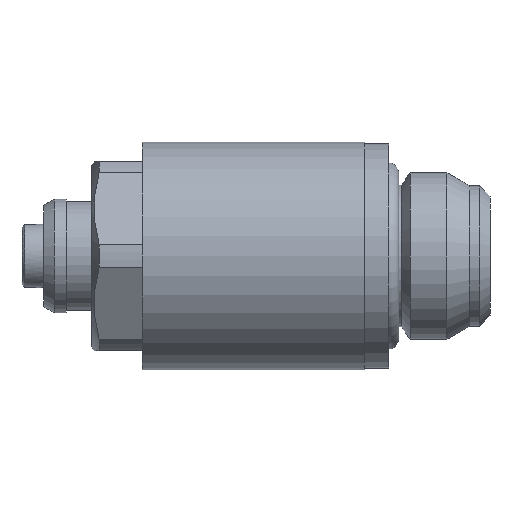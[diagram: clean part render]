
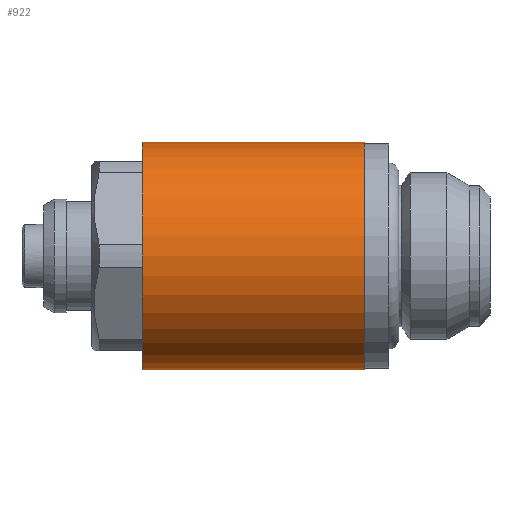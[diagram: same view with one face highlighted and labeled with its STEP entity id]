
A CAD part, left-side view. The second image highlights one B-rep face of the part: STEP entity #922.
In plain terms, the highlighted cylindrical face has radius 9 mm (diameter 18 mm), a full revolution.
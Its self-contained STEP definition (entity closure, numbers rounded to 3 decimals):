
#158=B_SPLINE_CURVE_WITH_KNOTS('',3,(#1460,#1461,#1462,#1463,#1464,#1465,
#1466,#1467,#1468,#1469,#1470,#1471,#1472,#1473,#1474,#1475,#1476,#1477,
#1478,#1479,#1480,#1481,#1482,#1483,#1484,#1485,#1486,#1487,#1488,#1489,
#1490,#1491,#1492,#1493,#1494,#1495,#1496,#1497,#1498,#1499,#1500,#1501,
#1502,#1503,#1504,#1505,#1506,#1507,#1508,#1509,#1510,#1511,#1512,#1513,
#1514,#1515,#1516,#1517,#1518,#1519,#1520,#1521,#1522,#1523,#1524,#1525),
 .UNSPECIFIED.,.T.,.U.,(4,2,2,2,2,2,2,2,2,2,2,2,2,2,2,2,2,2,2,2,2,2,2,2,
2,2,2,2,2,2,2,2,4),(0.,0.969,1.937,2.906,
3.874,4.838,5.803,6.767,7.731,
8.695,9.66,10.624,11.588,12.557,
13.525,14.494,15.462,16.431,17.399,
18.368,19.337,20.301,21.265,22.229,
23.193,24.158,25.122,26.086,27.05,
28.019,28.988,29.956,30.925),
 .UNSPECIFIED.);
#166=CIRCLE('',#985,9.);
#167=CIRCLE('',#986,9.);
#231=VERTEX_POINT('',#1456);
#232=VERTEX_POINT('',#1457);
#233=VERTEX_POINT('',#1526);
#310=VECTOR('',#1118,1.);
#360=LINE('',#1455,#310);
#419=EDGE_CURVE('',#231,#232,#360,.T.);
#420=EDGE_CURVE('',#232,#232,#166,.T.);
#421=EDGE_CURVE('',#231,#231,#167,.F.);
#422=EDGE_CURVE('',#233,#233,#158,.T.);
#556=ORIENTED_EDGE('',*,*,#419,.T.);
#557=ORIENTED_EDGE('',*,*,#420,.F.);
#558=ORIENTED_EDGE('',*,*,#419,.F.);
#559=ORIENTED_EDGE('',*,*,#421,.T.);
#560=ORIENTED_EDGE('',*,*,#422,.F.);
#790=EDGE_LOOP('',(#556,#557,#558,#559));
#791=EDGE_LOOP('',(#560));
#856=FACE_BOUND('',#790,.T.);
#857=FACE_BOUND('',#791,.T.);
#922=ADVANCED_FACE('',(#856,#857),#1781,.T.);
#984=AXIS2_PLACEMENT_3D('',#1454,#1116,#1117);
#985=AXIS2_PLACEMENT_3D('',#1458,#1119,#1120);
#986=AXIS2_PLACEMENT_3D('',#1459,#1121,#1122);
#1116=DIRECTION('',(0.,1.,0.));
#1117=DIRECTION('',(0.,0.,-9.));
#1118=DIRECTION('',(0.,-1.,0.));
#1119=DIRECTION('',(0.,-1.,0.));
#1120=DIRECTION('',(0.,0.,-9.));
#1121=DIRECTION('',(0.,1.,0.));
#1122=DIRECTION('',(0.,0.,-9.));
#1454=CARTESIAN_POINT('',(0.,-8.1,0.));
#1455=CARTESIAN_POINT('',(0.,29.3,-9.));
#1456=CARTESIAN_POINT('',(0.,19.4,-9.));
#1457=CARTESIAN_POINT('',(0.,1.8,-9.));
#1458=CARTESIAN_POINT('',(0.,1.8,0.));
#1459=CARTESIAN_POINT('',(0.,19.4,0.));
#1460=CARTESIAN_POINT('',(7.483,10.8,5.));
#1461=CARTESIAN_POINT('',(7.483,10.477,5.));
#1462=CARTESIAN_POINT('',(7.505,10.147,4.968));
#1463=CARTESIAN_POINT('',(7.589,9.494,4.838));
#1464=CARTESIAN_POINT('',(7.652,9.173,4.74));
#1465=CARTESIAN_POINT('',(7.806,8.56,4.483));
#1466=CARTESIAN_POINT('',(7.896,8.268,4.324));
#1467=CARTESIAN_POINT('',(8.085,7.73,3.96));
#1468=CARTESIAN_POINT('',(8.183,7.483,3.754));
#1469=CARTESIAN_POINT('',(8.369,7.047,3.318));
#1470=CARTESIAN_POINT('',(8.464,6.841,3.072));
#1471=CARTESIAN_POINT('',(8.641,6.477,2.533));
#1472=CARTESIAN_POINT('',(8.722,6.318,2.24));
#1473=CARTESIAN_POINT('',(8.857,6.06,1.626));
#1474=CARTESIAN_POINT('',(8.911,5.962,1.304));
#1475=CARTESIAN_POINT('',(8.982,5.831,0.652));
#1476=CARTESIAN_POINT('',(9.,5.8,0.321));
#1477=CARTESIAN_POINT('',(9.,5.8,-0.321));
#1478=CARTESIAN_POINT('',(8.982,5.831,-0.652));
#1479=CARTESIAN_POINT('',(8.911,5.962,-1.304));
#1480=CARTESIAN_POINT('',(8.857,6.06,-1.626));
#1481=CARTESIAN_POINT('',(8.722,6.318,-2.24));
#1482=CARTESIAN_POINT('',(8.641,6.477,-2.533));
#1483=CARTESIAN_POINT('',(8.464,6.841,-3.072));
#1484=CARTESIAN_POINT('',(8.369,7.047,-3.318));
#1485=CARTESIAN_POINT('',(8.183,7.483,-3.754));
#1486=CARTESIAN_POINT('',(8.085,7.73,-3.96));
#1487=CARTESIAN_POINT('',(7.896,8.268,-4.324));
#1488=CARTESIAN_POINT('',(7.806,8.56,-4.483));
#1489=CARTESIAN_POINT('',(7.652,9.173,-4.74));
#1490=CARTESIAN_POINT('',(7.589,9.494,-4.838));
#1491=CARTESIAN_POINT('',(7.505,10.147,-4.968));
#1492=CARTESIAN_POINT('',(7.483,10.477,-5.));
#1493=CARTESIAN_POINT('',(7.483,11.123,-5.));
#1494=CARTESIAN_POINT('',(7.505,11.453,-4.968));
#1495=CARTESIAN_POINT('',(7.589,12.106,-4.838));
#1496=CARTESIAN_POINT('',(7.652,12.427,-4.74));
#1497=CARTESIAN_POINT('',(7.806,13.04,-4.483));
#1498=CARTESIAN_POINT('',(7.896,13.332,-4.324));
#1499=CARTESIAN_POINT('',(8.085,13.87,-3.96));
#1500=CARTESIAN_POINT('',(8.183,14.117,-3.754));
#1501=CARTESIAN_POINT('',(8.369,14.553,-3.318));
#1502=CARTESIAN_POINT('',(8.464,14.759,-3.072));
#1503=CARTESIAN_POINT('',(8.641,15.123,-2.533));
#1504=CARTESIAN_POINT('',(8.722,15.282,-2.24));
#1505=CARTESIAN_POINT('',(8.857,15.54,-1.626));
#1506=CARTESIAN_POINT('',(8.911,15.638,-1.304));
#1507=CARTESIAN_POINT('',(8.982,15.769,-0.652));
#1508=CARTESIAN_POINT('',(9.,15.8,-0.321));
#1509=CARTESIAN_POINT('',(9.,15.8,0.321));
#1510=CARTESIAN_POINT('',(8.982,15.769,0.652));
#1511=CARTESIAN_POINT('',(8.911,15.638,1.304));
#1512=CARTESIAN_POINT('',(8.857,15.54,1.626));
#1513=CARTESIAN_POINT('',(8.722,15.282,2.24));
#1514=CARTESIAN_POINT('',(8.641,15.123,2.533));
#1515=CARTESIAN_POINT('',(8.464,14.759,3.072));
#1516=CARTESIAN_POINT('',(8.369,14.553,3.318));
#1517=CARTESIAN_POINT('',(8.183,14.117,3.754));
#1518=CARTESIAN_POINT('',(8.085,13.87,3.96));
#1519=CARTESIAN_POINT('',(7.896,13.332,4.324));
#1520=CARTESIAN_POINT('',(7.806,13.04,4.483));
#1521=CARTESIAN_POINT('',(7.652,12.427,4.74));
#1522=CARTESIAN_POINT('',(7.589,12.106,4.838));
#1523=CARTESIAN_POINT('',(7.505,11.453,4.968));
#1524=CARTESIAN_POINT('',(7.483,11.123,5.));
#1525=CARTESIAN_POINT('',(7.483,10.8,5.));
#1526=CARTESIAN_POINT('',(7.483,10.8,-5.));
#1781=CYLINDRICAL_SURFACE('',#984,9.);
